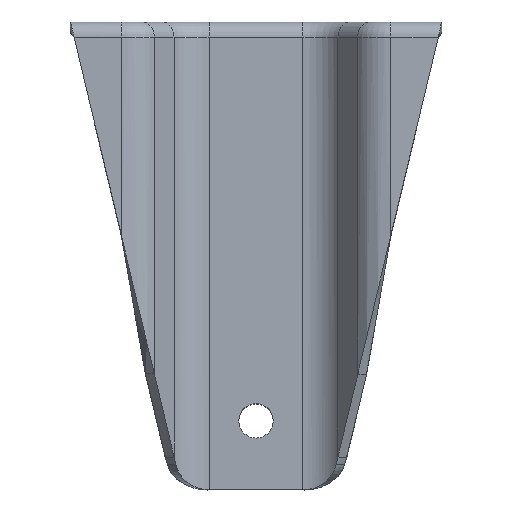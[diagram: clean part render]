
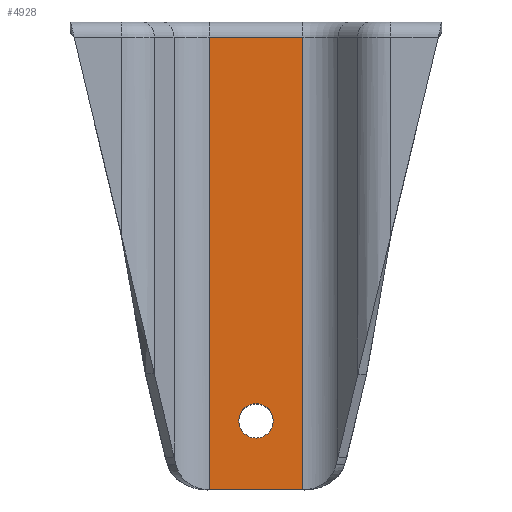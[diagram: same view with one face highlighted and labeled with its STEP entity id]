
A CAD part, top view. The second image highlights one B-rep face of the part: STEP entity #4928.
In plain terms, the highlighted planar face has unit normal (0, 0, 1).
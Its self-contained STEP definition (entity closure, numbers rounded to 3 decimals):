
#165 = CARTESIAN_POINT ( 'NONE',  ( 17., 0., 35. ) ) ;
#237 = DIRECTION ( 'NONE',  ( 0., 0., 1. ) ) ;
#255 = AXIS2_PLACEMENT_3D ( 'NONE', #1877, #237, #2839 ) ;
#285 = ORIENTED_EDGE ( 'NONE', *, *, #6121, .T. ) ;
#475 = CARTESIAN_POINT ( 'NONE',  ( 0., -151.25, 35. ) ) ;
#539 = CARTESIAN_POINT ( 'NONE',  ( -17., -170., 35. ) ) ;
#553 = VECTOR ( 'NONE', #6042, 1000. ) ;
#665 = VECTOR ( 'NONE', #3952, 1000. ) ;
#694 = CARTESIAN_POINT ( 'NONE',  ( -17., -5.5, 35. ) ) ;
#1035 = DIRECTION ( 'NONE',  ( 0., 0., 1. ) ) ;
#1059 = ORIENTED_EDGE ( 'NONE', *, *, #4737, .F. ) ;
#1496 = VERTEX_POINT ( 'NONE', #475 ) ;
#1713 = AXIS2_PLACEMENT_3D ( 'NONE', #2177, #1035, #4096 ) ;
#1877 = CARTESIAN_POINT ( 'NONE',  ( 17., 0., 35. ) ) ;
#2022 = EDGE_CURVE ( 'NONE', #1496, #6089, #5305, .T. ) ;
#2177 = CARTESIAN_POINT ( 'NONE',  ( 0., -145., 35. ) ) ;
#2489 = VECTOR ( 'NONE', #5707, 1000. ) ;
#2530 = CARTESIAN_POINT ( 'NONE',  ( -17., 0., 35. ) ) ;
#2547 = ORIENTED_EDGE ( 'NONE', *, *, #6024, .F. ) ;
#2690 = VECTOR ( 'NONE', #5776, 1000. ) ;
#2839 = DIRECTION ( 'NONE',  ( -1., 0., 0. ) ) ;
#2973 = CARTESIAN_POINT ( 'NONE',  ( 0., -145., 35. ) ) ;
#3016 = CIRCLE ( 'NONE', #3858, 6.25 ) ;
#3063 = LINE ( 'NONE', #2530, #665 ) ;
#3244 = CARTESIAN_POINT ( 'NONE',  ( 17., -5.5, 35. ) ) ;
#3264 = VERTEX_POINT ( 'NONE', #6355 ) ;
#3441 = LINE ( 'NONE', #6010, #553 ) ;
#3533 = VERTEX_POINT ( 'NONE', #539 ) ;
#3765 = LINE ( 'NONE', #165, #2690 ) ;
#3768 = EDGE_CURVE ( 'NONE', #3533, #5719, #3441, .T. ) ;
#3771 = LINE ( 'NONE', #3244, #2489 ) ;
#3858 = AXIS2_PLACEMENT_3D ( 'NONE', #2973, #4976, #6511 ) ;
#3865 = PLANE ( 'NONE',  #255 ) ;
#3952 = DIRECTION ( 'NONE',  ( 0., -1., 0. ) ) ;
#3974 = CARTESIAN_POINT ( 'NONE',  ( 17., -170., 35. ) ) ;
#4096 = DIRECTION ( 'NONE',  ( -1., 0., 0. ) ) ;
#4221 = CARTESIAN_POINT ( 'NONE',  ( 0., -138.75, 35. ) ) ;
#4520 = ORIENTED_EDGE ( 'NONE', *, *, #3768, .T. ) ;
#4737 = EDGE_CURVE ( 'NONE', #6089, #1496, #3016, .T. ) ;
#4769 = EDGE_CURVE ( 'NONE', #3264, #6078, #3771, .T. ) ;
#4888 = ORIENTED_EDGE ( 'NONE', *, *, #2022, .F. ) ;
#4928 = ADVANCED_FACE ( 'NONE', ( #5441, #5400 ), #3865, .T. ) ;
#4976 = DIRECTION ( 'NONE',  ( 0., 0., 1. ) ) ;
#5122 = EDGE_LOOP ( 'NONE', ( #2547, #5166, #285, #4520 ) ) ;
#5166 = ORIENTED_EDGE ( 'NONE', *, *, #4769, .T. ) ;
#5305 = CIRCLE ( 'NONE', #1713, 6.25 ) ;
#5400 = FACE_OUTER_BOUND ( 'NONE', #5122, .T. ) ;
#5441 = FACE_BOUND ( 'NONE', #6318, .T. ) ;
#5707 = DIRECTION ( 'NONE',  ( -1., 0., 0. ) ) ;
#5719 = VERTEX_POINT ( 'NONE', #3974 ) ;
#5776 = DIRECTION ( 'NONE',  ( 0., -1., 0. ) ) ;
#6010 = CARTESIAN_POINT ( 'NONE',  ( 17., -170., 35. ) ) ;
#6024 = EDGE_CURVE ( 'NONE', #3264, #5719, #3765, .T. ) ;
#6042 = DIRECTION ( 'NONE',  ( 1., 0., 0. ) ) ;
#6078 = VERTEX_POINT ( 'NONE', #694 ) ;
#6089 = VERTEX_POINT ( 'NONE', #4221 ) ;
#6121 = EDGE_CURVE ( 'NONE', #6078, #3533, #3063, .T. ) ;
#6318 = EDGE_LOOP ( 'NONE', ( #4888, #1059 ) ) ;
#6355 = CARTESIAN_POINT ( 'NONE',  ( 17., -5.5, 35. ) ) ;
#6511 = DIRECTION ( 'NONE',  ( -1., 0., 0. ) ) ;
